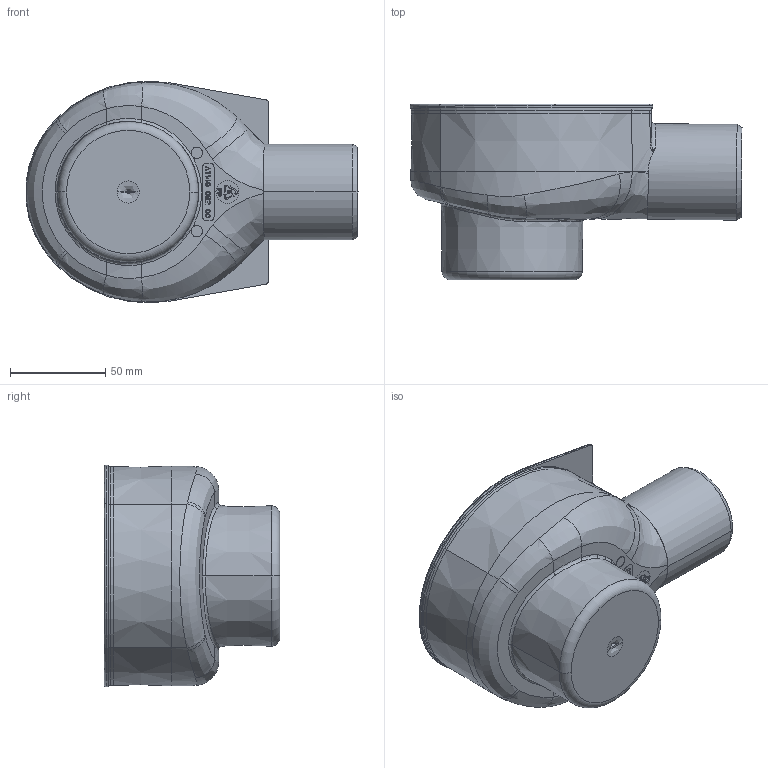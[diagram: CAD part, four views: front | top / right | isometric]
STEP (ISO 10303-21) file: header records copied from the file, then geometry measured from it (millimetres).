
FILE_DESCRIPTION((''),'2;1');
FILE_NAME('650001_ASM','2015-06-25T',('MSchlueter'),('NET'),'PRO/ENGINEER BY PARAMETRIC TECHNOLOGY CORPORATION, 2014090','PRO/ENGINEER BY PARAMETRIC TECHNOLOGY CORPORATION, 2014090','');
FILE_SCHEMA(('CONFIG_CONTROL_DESIGN'));
Length unit declared in the file: millimetre
Products named in the file (6): AT149_052_00; AT149_053_00; AT144_012_00; AT148_025_00_ASM; AT149_002_01; 650001_ASM
Assembly tree (5 placements, depth 3):
  650001_ASM
    AT148_025_00_ASM
      AT149_052_00
      AT149_053_00
      AT144_012_00
    AT149_002_01
Bounding box: 173.97 x 92 x 116.21 mm (x, y, z)
Volume: 185869.1 mm3; surface area: 154104.5 mm2
Topology: 4 solids, 4 shells, 2202 faces, 6036 edges, 3945 vertices
Faces by surface type: plane 1397, extrusion 267, cone 221, torus 128, cylinder 93, bspline 90, sphere 6
Entity records: 109239 total; most frequent: CARTESIAN_POINT 25202, ORIENTED_EDGE 12068, DIRECTION 9233, PRESENTATION_STYLE_ASSIGNMENT 7918, STYLED_ITEM 7918, CURVE_STYLE 6212, EDGE_CURVE 6034, VERTEX_POINT 3945
